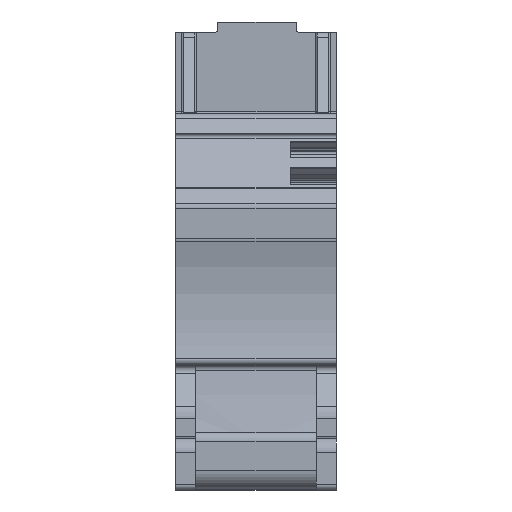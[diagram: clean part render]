
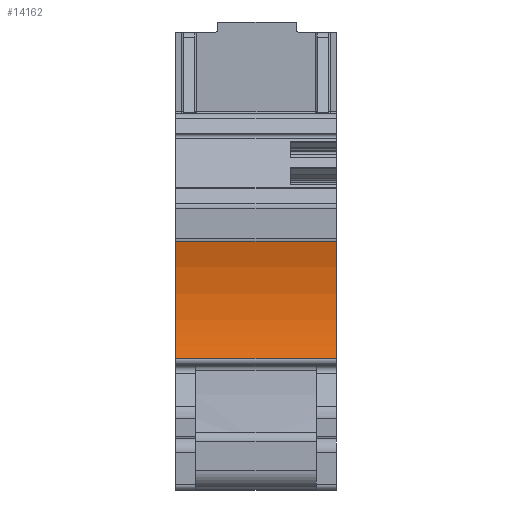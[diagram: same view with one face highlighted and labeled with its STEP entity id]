
A CAD part, front view. The second image highlights one B-rep face of the part: STEP entity #14162.
In plain terms, the highlighted cylindrical face has radius 20.8 mm (diameter 41.6 mm), a partial arc.
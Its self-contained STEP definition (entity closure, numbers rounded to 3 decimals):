
#14119=AXIS2_PLACEMENT_3D('Cylinder Axis2P3D',#14116,#14117,#14118) ;
#14132=AXIS2_PLACEMENT_3D('Circle Axis2P3D',#14130,#14131,$) ;
#14139=AXIS2_PLACEMENT_3D('Circle Axis2P3D',#14137,#14138,$) ;
#14144=AXIS2_PLACEMENT_3D('Circle Axis2P3D',#14142,#14143,$) ;
#14151=AXIS2_PLACEMENT_3D('Circle Axis2P3D',#14149,#14150,$) ;
#14094=CARTESIAN_POINT('Vertex',(16.,0.692,13.092)) ;
#14097=CARTESIAN_POINT('Line Origine',(8.,0.692,13.092)) ;
#14101=CARTESIAN_POINT('Vertex',(0.,0.692,13.092)) ;
#14116=CARTESIAN_POINT('Axis2P3D Location',(8.,-19.244,19.024)) ;
#14121=CARTESIAN_POINT('Line Origine',(8.,0.744,24.777)) ;
#14125=CARTESIAN_POINT('Vertex',(0.,0.744,24.777)) ;
#14127=CARTESIAN_POINT('Vertex',(16.,0.744,24.777)) ;
#14130=CARTESIAN_POINT('Axis2P3D Location',(0.,-19.244,19.024)) ;
#14134=CARTESIAN_POINT('Vertex',(0.,1.448,16.911)) ;
#14137=CARTESIAN_POINT('Axis2P3D Location',(0.,-19.244,19.024)) ;
#14142=CARTESIAN_POINT('Axis2P3D Location',(16.,-19.244,19.024)) ;
#14146=CARTESIAN_POINT('Vertex',(16.,1.448,16.911)) ;
#14149=CARTESIAN_POINT('Axis2P3D Location',(16.,-19.244,19.024)) ;
#14098=DIRECTION('Vector Direction',(-1.,0.,0.)) ;
#14117=DIRECTION('Axis2P3D Direction',(-1.,0.,0.)) ;
#14118=DIRECTION('Axis2P3D XDirection',(0.,0.959,0.283)) ;
#14122=DIRECTION('Vector Direction',(-1.,0.,0.)) ;
#14131=DIRECTION('Axis2P3D Direction',(-1.,0.,0.)) ;
#14138=DIRECTION('Axis2P3D Direction',(-1.,0.,0.)) ;
#14143=DIRECTION('Axis2P3D Direction',(-1.,0.,0.)) ;
#14150=DIRECTION('Axis2P3D Direction',(-1.,0.,0.)) ;
#14099=VECTOR('Line Direction',#14098,1.) ;
#14123=VECTOR('Line Direction',#14122,1.) ;
#14155=ORIENTED_EDGE('',*,*,#14129,.F.) ;
#14156=ORIENTED_EDGE('',*,*,#14136,.F.) ;
#14157=ORIENTED_EDGE('',*,*,#14141,.F.) ;
#14158=ORIENTED_EDGE('',*,*,#14103,.F.) ;
#14159=ORIENTED_EDGE('',*,*,#14148,.T.) ;
#14160=ORIENTED_EDGE('',*,*,#14153,.T.) ;
#14162=ADVANCED_FACE('MLD_MCB2x6_4x2_5.1\\KLTR_ZSI2x6_4x2-5',(#14161),#14120,.F.) ;
#14133=CIRCLE('generated circle',#14132,20.8) ;
#14140=CIRCLE('generated circle',#14139,20.8) ;
#14145=CIRCLE('generated circle',#14144,20.8) ;
#14152=CIRCLE('generated circle',#14151,20.8) ;
#14120=CYLINDRICAL_SURFACE('generated cylinder',#14119,20.8) ;
#14103=EDGE_CURVE('',#14095,#14102,#14100,.T.) ;
#14129=EDGE_CURVE('',#14126,#14128,#14124,.F.) ;
#14136=EDGE_CURVE('',#14135,#14126,#14133,.F.) ;
#14141=EDGE_CURVE('',#14102,#14135,#14140,.F.) ;
#14148=EDGE_CURVE('',#14095,#14147,#14145,.F.) ;
#14153=EDGE_CURVE('',#14147,#14128,#14152,.F.) ;
#14154=EDGE_LOOP('',(#14155,#14156,#14157,#14158,#14159,#14160)) ;
#14161=FACE_OUTER_BOUND('',#14154,.T.) ;
#14100=LINE('Line',#14097,#14099) ;
#14124=LINE('Line',#14121,#14123) ;
#14095=VERTEX_POINT('',#14094) ;
#14102=VERTEX_POINT('',#14101) ;
#14126=VERTEX_POINT('',#14125) ;
#14128=VERTEX_POINT('',#14127) ;
#14135=VERTEX_POINT('',#14134) ;
#14147=VERTEX_POINT('',#14146) ;
